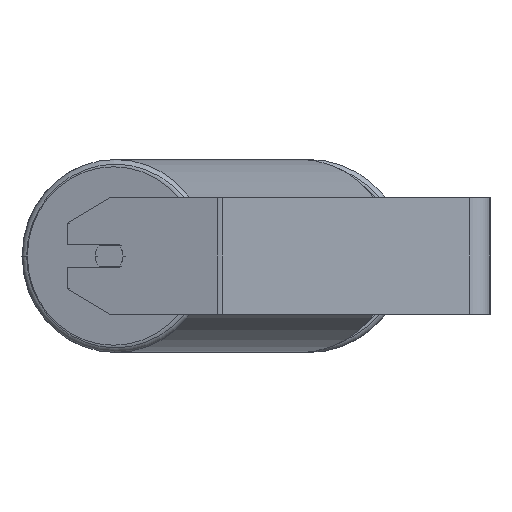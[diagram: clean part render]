
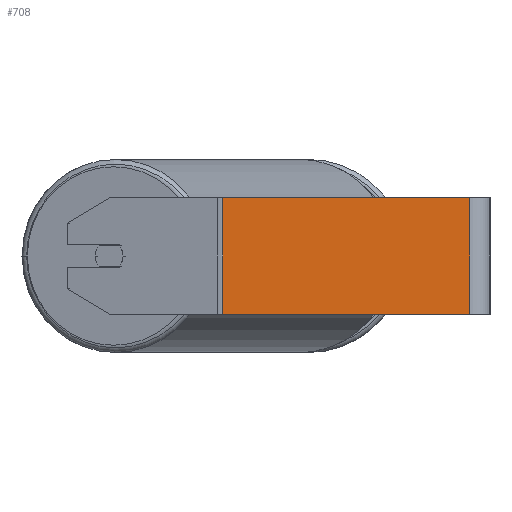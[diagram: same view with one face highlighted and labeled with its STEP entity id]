
A CAD part, left-side view. The second image highlights one B-rep face of the part: STEP entity #708.
In plain terms, the highlighted planar face has unit normal (-1, 0, 0).
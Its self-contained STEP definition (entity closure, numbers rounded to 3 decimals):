
#223 = VERTEX_POINT ( 'NONE', #1406 ) ;
#318 = VERTEX_POINT ( 'NONE', #5130 ) ;
#708 = ADVANCED_FACE ( 'NONE', ( #8439 ), #1679, .F. ) ;
#1264 = LINE ( 'NONE', #4547, #4183 ) ;
#1406 = CARTESIAN_POINT ( 'NONE',  ( -800., 184.277, 40. ) ) ;
#1679 = PLANE ( 'NONE',  #2180 ) ;
#1687 = VERTEX_POINT ( 'NONE', #2230 ) ;
#1994 = LINE ( 'NONE', #3374, #3337 ) ;
#2004 = EDGE_CURVE ( 'NONE', #223, #318, #1994, .T. ) ;
#2180 = AXIS2_PLACEMENT_3D ( 'NONE', #8476, #3694, #7066 ) ;
#2230 = CARTESIAN_POINT ( 'NONE',  ( -800., 14., -40. ) ) ;
#2294 = EDGE_CURVE ( 'NONE', #5929, #1687, #7743, .T. ) ;
#2402 = EDGE_CURVE ( 'NONE', #318, #1687, #1264, .T. ) ;
#2577 = VECTOR ( 'NONE', #2784, 1000. ) ;
#2784 = DIRECTION ( 'NONE',  ( 0., -1., 0. ) ) ;
#3337 = VECTOR ( 'NONE', #5407, 1000. ) ;
#3374 = CARTESIAN_POINT ( 'NONE',  ( -800., 184.277, 40. ) ) ;
#3627 = LINE ( 'NONE', #6280, #2577 ) ;
#3694 = DIRECTION ( 'NONE',  ( 1., 0., 0. ) ) ;
#3815 = ORIENTED_EDGE ( 'NONE', *, *, #2402, .T. ) ;
#3968 = DIRECTION ( 'NONE',  ( 0., -1., 0. ) ) ;
#4183 = VECTOR ( 'NONE', #3968, 1000. ) ;
#4463 = ORIENTED_EDGE ( 'NONE', *, *, #2004, .T. ) ;
#4547 = CARTESIAN_POINT ( 'NONE',  ( -800., 186.12, -40. ) ) ;
#5055 = DIRECTION ( 'NONE',  ( 0., 0., -1. ) ) ;
#5130 = CARTESIAN_POINT ( 'NONE',  ( -800., 184.277, -40. ) ) ;
#5217 = CARTESIAN_POINT ( 'NONE',  ( -800., 14., 40. ) ) ;
#5407 = DIRECTION ( 'NONE',  ( 0., 0., -1. ) ) ;
#5615 = EDGE_CURVE ( 'NONE', #223, #5929, #3627, .T. ) ;
#5676 = CARTESIAN_POINT ( 'NONE',  ( -800., 14., 40. ) ) ;
#5929 = VERTEX_POINT ( 'NONE', #5217 ) ;
#6280 = CARTESIAN_POINT ( 'NONE',  ( -800., 186.12, 40. ) ) ;
#6782 = EDGE_LOOP ( 'NONE', ( #3815, #8713, #7945, #4463 ) ) ;
#7066 = DIRECTION ( 'NONE',  ( 0., 0., -1. ) ) ;
#7298 = VECTOR ( 'NONE', #5055, 1000. ) ;
#7743 = LINE ( 'NONE', #5676, #7298 ) ;
#7945 = ORIENTED_EDGE ( 'NONE', *, *, #5615, .F. ) ;
#8439 = FACE_OUTER_BOUND ( 'NONE', #6782, .T. ) ;
#8476 = CARTESIAN_POINT ( 'NONE',  ( -800., 186.12, 40. ) ) ;
#8713 = ORIENTED_EDGE ( 'NONE', *, *, #2294, .F. ) ;
